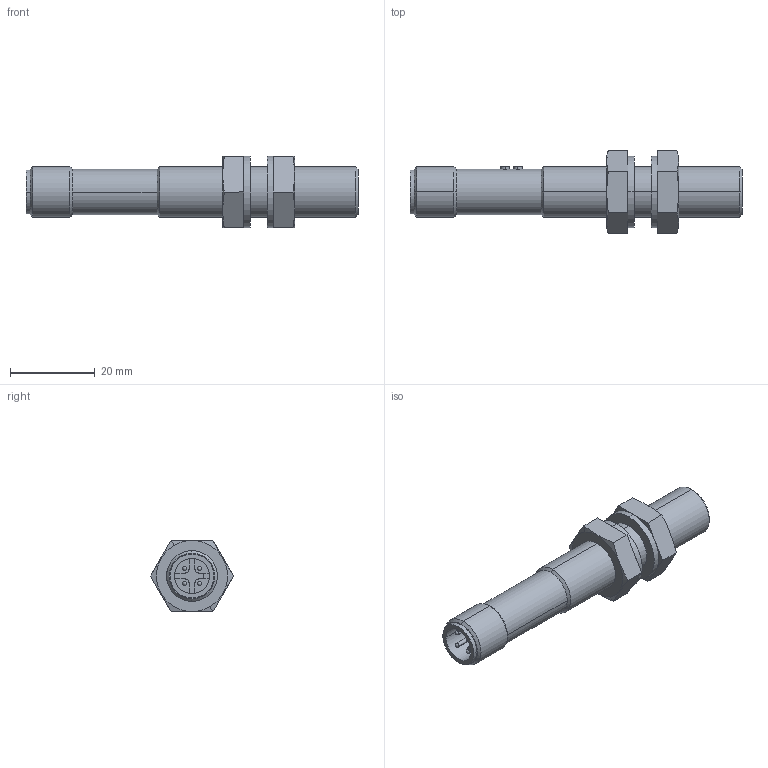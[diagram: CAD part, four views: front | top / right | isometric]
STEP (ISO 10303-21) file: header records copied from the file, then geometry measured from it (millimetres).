
FILE_DESCRIPTION (( 'STEP AP214' ), '1' );
FILE_NAME ('Ultraschallsensor P43-25-M12-ST-X-CM12.STEP', '2019-11-19T13:33:58', ( '' ), ( '' ), 'SwSTEP 2.0', 'SolidWorks 2017', '' );
FILE_SCHEMA (( 'AUTOMOTIVE_DESIGN' ));
Length unit declared in the file: millimetre
Products named in the file (1): Ultraschallsensor P43-25-M12-ST-X-CM12
Bounding box: 78.5 x 19.63 x 17 mm (x, y, z)
Volume: 9695.2 mm3; surface area: 7283.2 mm2
Topology: 10 solids, 10 shells, 206 faces, 494 edges, 318 vertices
Faces by surface type: cylinder 99, plane 79, cone 12, bspline 12, torus 4
Entity records: 8653 total; most frequent: CARTESIAN_POINT 1323, DIRECTION 1118, ORIENTED_EDGE 972, EDGE_CURVE 486, AXIS2_PLACEMENT_3D 457, VERTEX_POINT 318, CIRCLE 262, EDGE_LOOP 234
